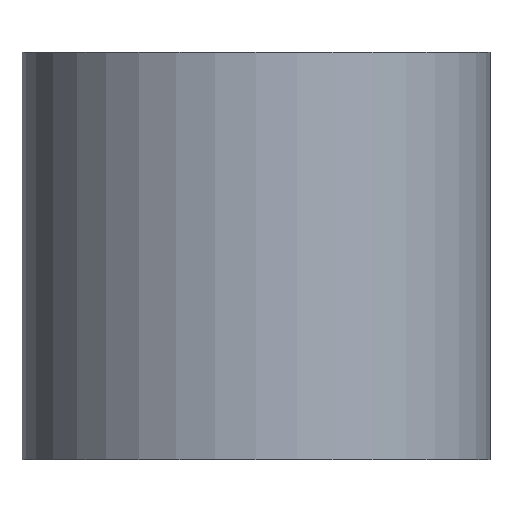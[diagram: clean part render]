
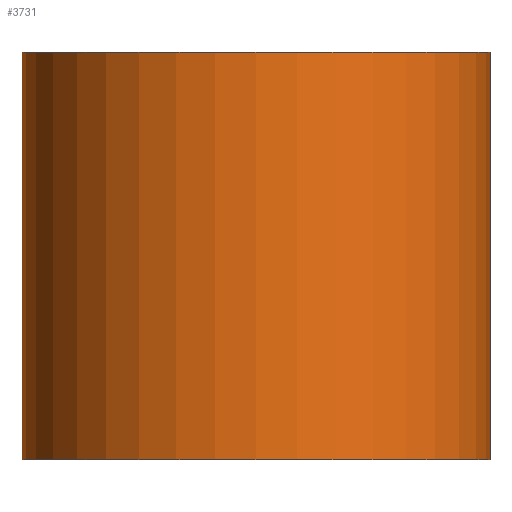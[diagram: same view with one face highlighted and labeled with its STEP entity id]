
A CAD part, left-side view. The second image highlights one B-rep face of the part: STEP entity #3731.
In plain terms, the highlighted cylindrical face has radius 27 mm (diameter 54 mm), a full revolution.
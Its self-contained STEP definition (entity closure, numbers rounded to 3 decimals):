
#32=FACE_BOUND('',#1115,.T.);
#33=FACE_BOUND('',#1116,.T.);
#214=LINE('',#7251,#447);
#217=LINE('',#7256,#450);
#447=VECTOR('',#4293,12.852);
#450=VECTOR('',#4298,12.852);
#887=FACE_OUTER_BOUND('',#1114,.T.);
#1114=EDGE_LOOP('',(#3403));
#1115=EDGE_LOOP('',(#3404));
#1116=EDGE_LOOP('',(#3405,#3406,#3407,#3408,#3409,#3410,#3411,#3412));
#1153=CIRCLE('',#3822,27.);
#1154=CIRCLE('',#3829,27.);
#1221=CIRCLE('',#4017,27.);
#1222=CIRCLE('',#4018,27.);
#1403=B_SPLINE_CURVE_WITH_KNOTS('',3,(#7221,#7222,#7223,#7224,#7225,#7226,
#7227,#7228,#7229,#7230),.UNSPECIFIED.,.F.,.F.,(4,2,2,2,4),(0.,0.071,
0.142,0.226,0.31),.UNSPECIFIED.);
#1404=B_SPLINE_CURVE_WITH_KNOTS('',3,(#7239,#7240,#7241,#7242,#7243,#7244,
#7245,#7246,#7247,#7248),.UNSPECIFIED.,.F.,.F.,(4,2,2,2,4),(0.303,
0.387,0.471,0.542,0.613),
 .UNSPECIFIED.);
#1405=B_SPLINE_CURVE_WITH_KNOTS('',3,(#7259,#7260,#7261,#7262,#7263,#7264,
#7265,#7266,#7267,#7268),.UNSPECIFIED.,.F.,.F.,(4,2,2,2,4),(-0.31,
-0.226,-0.142,-0.071,0.),
 .UNSPECIFIED.);
#1406=B_SPLINE_CURVE_WITH_KNOTS('',3,(#7273,#7274,#7275,#7276,#7277,#7278,
#7279,#7280,#7281,#7282),.UNSPECIFIED.,.F.,.F.,(4,2,2,2,4),(0.613,
0.684,0.755,0.839,0.923),
 .UNSPECIFIED.);
#1623=VERTEX_POINT('',#7218);
#1624=VERTEX_POINT('',#7220);
#1625=VERTEX_POINT('',#7233);
#1626=VERTEX_POINT('',#7237);
#1627=VERTEX_POINT('',#7250);
#1628=VERTEX_POINT('',#7254);
#1629=VERTEX_POINT('',#7258);
#1630=VERTEX_POINT('',#7271);
#1817=VERTEX_POINT('',#8609);
#1818=VERTEX_POINT('',#8611);
#2076=EDGE_CURVE('',#1624,#1623,#1403,.T.);
#2079=EDGE_CURVE('',#1623,#1625,#1153,.T.);
#2081=EDGE_CURVE('',#1625,#1626,#1404,.T.);
#2082=EDGE_CURVE('',#1627,#1624,#214,.T.);
#2085=EDGE_CURVE('',#1626,#1628,#217,.T.);
#2086=EDGE_CURVE('',#1629,#1627,#1405,.T.);
#2089=EDGE_CURVE('',#1628,#1630,#1406,.T.);
#2090=EDGE_CURVE('',#1630,#1629,#1154,.T.);
#2370=EDGE_CURVE('',#1817,#1817,#1221,.T.);
#2371=EDGE_CURVE('',#1818,#1818,#1222,.T.);
#3403=ORIENTED_EDGE('',*,*,#2370,.F.);
#3404=ORIENTED_EDGE('',*,*,#2371,.T.);
#3405=ORIENTED_EDGE('',*,*,#2076,.T.);
#3406=ORIENTED_EDGE('',*,*,#2079,.T.);
#3407=ORIENTED_EDGE('',*,*,#2081,.T.);
#3408=ORIENTED_EDGE('',*,*,#2085,.T.);
#3409=ORIENTED_EDGE('',*,*,#2089,.T.);
#3410=ORIENTED_EDGE('',*,*,#2090,.T.);
#3411=ORIENTED_EDGE('',*,*,#2086,.T.);
#3412=ORIENTED_EDGE('',*,*,#2082,.T.);
#3501=CYLINDRICAL_SURFACE('',#4016,27.);
#3731=ADVANCED_FACE('',(#887,#32,#33),#3501,.T.);
#3822=AXIS2_PLACEMENT_3D('',#7235,#4286,#4287);
#3829=AXIS2_PLACEMENT_3D('',#7284,#4307,#4308);
#4016=AXIS2_PLACEMENT_3D('',#8608,#4812,#4813);
#4017=AXIS2_PLACEMENT_3D('',#8610,#4814,#4815);
#4018=AXIS2_PLACEMENT_3D('',#8612,#4816,#4817);
#4286=DIRECTION('center_axis',(0.,0.,1.));
#4287=DIRECTION('ref_axis',(-1.,0.,0.));
#4293=DIRECTION('',(0.,0.,1.));
#4298=DIRECTION('',(0.,0.,-1.));
#4307=DIRECTION('center_axis',(0.,0.,-1.));
#4308=DIRECTION('ref_axis',(-1.,0.,0.));
#4812=DIRECTION('center_axis',(0.,0.,1.));
#4813=DIRECTION('ref_axis',(-1.,0.,0.));
#4814=DIRECTION('center_axis',(0.,0.,-1.));
#4815=DIRECTION('ref_axis',(-1.,0.,0.));
#4816=DIRECTION('center_axis',(0.,0.,-1.));
#4817=DIRECTION('ref_axis',(-1.,0.,0.));
#7218=CARTESIAN_POINT('',(24.531,-13.24,32.244));
#7220=CARTESIAN_POINT('',(23.362,-15.13,30.354));
#7221=CARTESIAN_POINT('Ctrl Pts',(23.362,-15.13,30.354));
#7222=CARTESIAN_POINT('Ctrl Pts',(23.362,-15.13,30.591));
#7223=CARTESIAN_POINT('Ctrl Pts',(23.395,-15.083,30.839));
#7224=CARTESIAN_POINT('Ctrl Pts',(23.516,-14.901,31.289));
#7225=CARTESIAN_POINT('Ctrl Pts',(23.605,-14.766,31.49));
#7226=CARTESIAN_POINT('Ctrl Pts',(23.813,-14.443,31.834));
#7227=CARTESIAN_POINT('Ctrl Pts',(23.952,-14.223,31.99));
#7228=CARTESIAN_POINT('Ctrl Pts',(24.242,-13.743,32.194));
#7229=CARTESIAN_POINT('Ctrl Pts',(24.394,-13.484,32.244));
#7230=CARTESIAN_POINT('Ctrl Pts',(24.531,-13.24,32.244));
#7233=CARTESIAN_POINT('',(24.542,13.22,32.244));
#7235=CARTESIAN_POINT('Origin',(1.,0.,32.244));
#7237=CARTESIAN_POINT('',(23.376,15.11,30.354));
#7239=CARTESIAN_POINT('Ctrl Pts',(24.542,13.22,32.244));
#7240=CARTESIAN_POINT('Ctrl Pts',(24.405,13.463,32.244));
#7241=CARTESIAN_POINT('Ctrl Pts',(24.254,13.723,32.194));
#7242=CARTESIAN_POINT('Ctrl Pts',(23.965,14.202,31.99));
#7243=CARTESIAN_POINT('Ctrl Pts',(23.826,14.422,31.834));
#7244=CARTESIAN_POINT('Ctrl Pts',(23.618,14.746,31.49));
#7245=CARTESIAN_POINT('Ctrl Pts',(23.53,14.88,31.289));
#7246=CARTESIAN_POINT('Ctrl Pts',(23.408,15.062,30.839));
#7247=CARTESIAN_POINT('Ctrl Pts',(23.376,15.11,30.591));
#7248=CARTESIAN_POINT('Ctrl Pts',(23.376,15.11,30.354));
#7250=CARTESIAN_POINT('',(23.362,-15.13,17.502));
#7251=CARTESIAN_POINT('',(23.362,-15.13,0.));
#7254=CARTESIAN_POINT('',(23.376,15.11,17.502));
#7256=CARTESIAN_POINT('',(23.376,15.11,0.));
#7258=CARTESIAN_POINT('',(24.531,-13.24,15.612));
#7259=CARTESIAN_POINT('Ctrl Pts',(24.531,-13.24,15.612));
#7260=CARTESIAN_POINT('Ctrl Pts',(24.394,-13.484,15.612));
#7261=CARTESIAN_POINT('Ctrl Pts',(24.242,-13.743,15.662));
#7262=CARTESIAN_POINT('Ctrl Pts',(23.952,-14.223,15.867));
#7263=CARTESIAN_POINT('Ctrl Pts',(23.813,-14.443,16.022));
#7264=CARTESIAN_POINT('Ctrl Pts',(23.605,-14.766,16.366));
#7265=CARTESIAN_POINT('Ctrl Pts',(23.516,-14.901,16.568));
#7266=CARTESIAN_POINT('Ctrl Pts',(23.395,-15.083,17.017));
#7267=CARTESIAN_POINT('Ctrl Pts',(23.362,-15.13,17.265));
#7268=CARTESIAN_POINT('Ctrl Pts',(23.362,-15.13,17.502));
#7271=CARTESIAN_POINT('',(24.542,13.22,15.612));
#7273=CARTESIAN_POINT('Ctrl Pts',(23.376,15.11,17.502));
#7274=CARTESIAN_POINT('Ctrl Pts',(23.376,15.11,17.265));
#7275=CARTESIAN_POINT('Ctrl Pts',(23.408,15.062,17.017));
#7276=CARTESIAN_POINT('Ctrl Pts',(23.53,14.88,16.568));
#7277=CARTESIAN_POINT('Ctrl Pts',(23.618,14.746,16.366));
#7278=CARTESIAN_POINT('Ctrl Pts',(23.826,14.422,16.022));
#7279=CARTESIAN_POINT('Ctrl Pts',(23.965,14.202,15.867));
#7280=CARTESIAN_POINT('Ctrl Pts',(24.254,13.723,15.662));
#7281=CARTESIAN_POINT('Ctrl Pts',(24.405,13.463,15.612));
#7282=CARTESIAN_POINT('Ctrl Pts',(24.542,13.22,15.612));
#7284=CARTESIAN_POINT('Origin',(1.,0.,15.612));
#8608=CARTESIAN_POINT('Origin',(1.,0.,0.));
#8609=CARTESIAN_POINT('',(28.,0.,0.));
#8610=CARTESIAN_POINT('Origin',(1.,0.,0.));
#8611=CARTESIAN_POINT('',(28.,0.,47.));
#8612=CARTESIAN_POINT('Origin',(1.,0.,47.));
